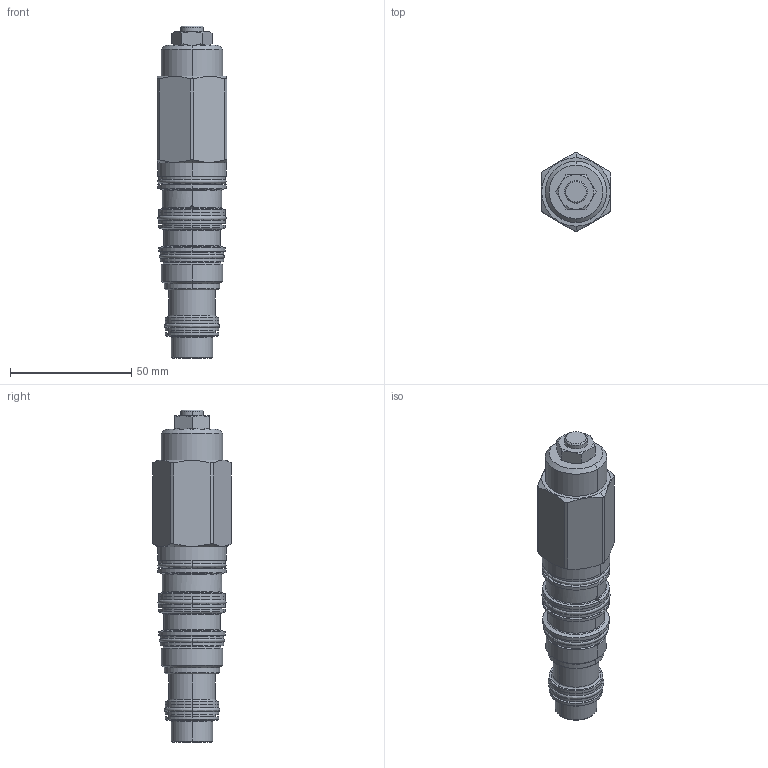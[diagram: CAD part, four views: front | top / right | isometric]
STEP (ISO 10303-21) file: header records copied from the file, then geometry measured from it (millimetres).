
FILE_DESCRIPTION((''),'2;1');
FILE_NAME('MWEB-LHN_PRT','2008-04-14T',('Administrator'),(''),'PRO/ENGINEER BY PARAMETRIC TECHNOLOGY CORPORATION, 2006240','PRO/ENGINEER BY PARAMETRIC TECHNOLOGY CORPORATION, 2006240','');
FILE_SCHEMA(('CONFIG_CONTROL_DESIGN'));
Length unit declared in the file: inch
Products named in the file (1): MWEB-LHN_PRT
Bounding box: 28.57 x 32.21 x 136.77 mm (x, y, z)
Volume: 67825.8 mm3; surface area: 15590.5 mm2
Topology: 4 solids, 5 shells, 195 faces, 436 edges, 265 vertices
Faces by surface type: cylinder 70, cone 42, plane 38, torus 31, revolution 14
Entity records: 6610 total; most frequent: CARTESIAN_POINT 2166, DIRECTION 984, ORIENTED_EDGE 868, EDGE_CURVE 434, AXIS2_PLACEMENT_3D 423, VERTEX_POINT 265, CIRCLE 242, EDGE_LOOP 219
